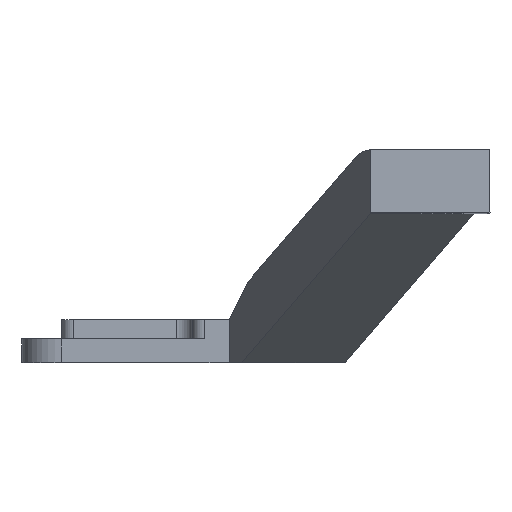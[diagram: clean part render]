
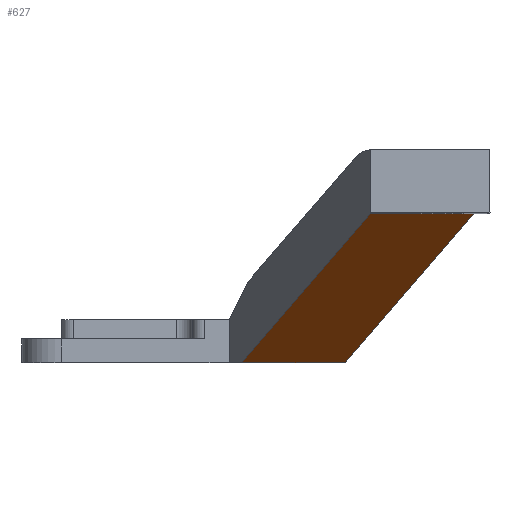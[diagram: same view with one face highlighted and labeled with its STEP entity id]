
A CAD part, top view. The second image highlights one B-rep face of the part: STEP entity #627.
In plain terms, the highlighted planar face has unit normal (0.25, -0.866, 0.433).
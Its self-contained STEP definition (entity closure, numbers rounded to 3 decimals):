
#40=PLANE('',#699);
#71=FACE_OUTER_BOUND('',#110,.T.);
#110=EDGE_LOOP('',(#566,#567,#568,#569));
#137=LINE('',#964,#200);
#142=LINE('',#974,#205);
#159=LINE('',#1022,#222);
#174=LINE('',#1056,#237);
#200=VECTOR('',#776,10.);
#205=VECTOR('',#787,10.);
#222=VECTOR('',#834,10.);
#237=VECTOR('',#873,10.);
#295=VERTEX_POINT('',#961);
#296=VERTEX_POINT('',#963);
#298=VERTEX_POINT('',#973);
#314=VERTEX_POINT('',#1021);
#360=EDGE_CURVE('',#296,#295,#137,.T.);
#365=EDGE_CURVE('',#298,#295,#142,.T.);
#389=EDGE_CURVE('',#314,#296,#159,.T.);
#407=EDGE_CURVE('',#314,#298,#174,.T.);
#566=ORIENTED_EDGE('',*,*,#389,.T.);
#567=ORIENTED_EDGE('',*,*,#360,.T.);
#568=ORIENTED_EDGE('',*,*,#365,.F.);
#569=ORIENTED_EDGE('',*,*,#407,.F.);
#627=ADVANCED_FACE('',(#71),#40,.T.);
#699=AXIS2_PLACEMENT_3D('',#1058,#875,#876);
#776=DIRECTION('',(0.433,0.5,0.75));
#787=DIRECTION('',(0.866,0.,-0.5));
#834=DIRECTION('',(0.866,0.,-0.5));
#873=DIRECTION('',(0.433,0.5,0.75));
#875=DIRECTION('center_axis',(0.25,-0.866,0.433));
#876=DIRECTION('ref_axis',(0.058,-0.433,-0.9));
#961=CARTESIAN_POINT('',(9.381,13.337,4.141));
#963=CARTESIAN_POINT('',(1.295,4.,-9.864));
#964=CARTESIAN_POINT('',(0.695,3.307,-10.904));
#973=CARTESIAN_POINT('',(2.886,13.337,7.891));
#974=CARTESIAN_POINT('',(2.886,13.337,7.891));
#1021=CARTESIAN_POINT('',(-5.2,4.,-6.114));
#1022=CARTESIAN_POINT('',(1.295,4.,-9.864));
#1056=CARTESIAN_POINT('',(0.721,10.837,4.141));
#1058=CARTESIAN_POINT('Origin',(0.708,7.072,-3.381));
